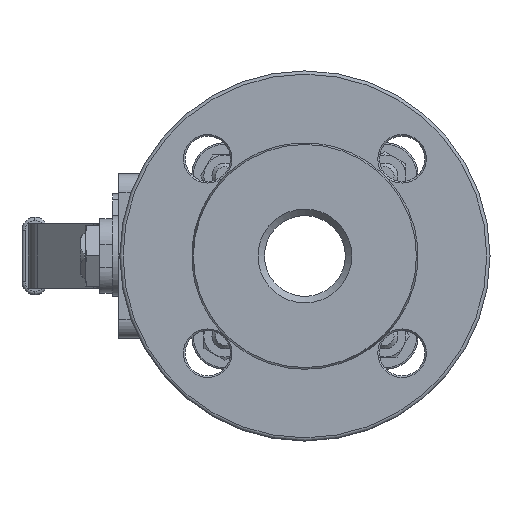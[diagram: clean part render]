
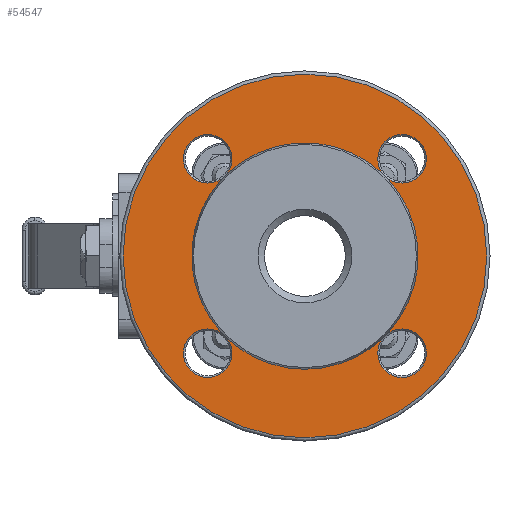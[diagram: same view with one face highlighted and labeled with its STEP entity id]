
A CAD part, left-side view. The second image highlights one B-rep face of the part: STEP entity #54547.
In plain terms, the highlighted planar face has unit normal (-1, 0, 0).
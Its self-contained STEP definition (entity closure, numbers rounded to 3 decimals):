
#940 = EDGE_CURVE ( 'NONE', #64374, #63855, #16346, .T. ) ;
#946 = AXIS2_PLACEMENT_3D ( 'NONE', #3333, #3334, #3335 ) ;
#1460 = AXIS2_PLACEMENT_3D ( 'NONE', #2177, #2178, #2179 ) ;
#2177 = CARTESIAN_POINT ( 'NONE',  ( -69., 30.052, -30.052 ) ) ;
#2178 = DIRECTION ( 'NONE',  ( 1., 0., 0. ) ) ;
#2179 = DIRECTION ( 'NONE',  ( 0., 0., 1. ) ) ;
#3333 = CARTESIAN_POINT ( 'NONE',  ( -69., -30.052, -30.052 ) ) ;
#3334 = DIRECTION ( 'NONE',  ( 1., 0., 0. ) ) ;
#3335 = DIRECTION ( 'NONE',  ( 0., 0., 1. ) ) ;
#7459 = AXIS2_PLACEMENT_3D ( 'NONE', #58936, #60667, #60679 ) ;
#8022 = EDGE_LOOP ( 'NONE', ( #64590 ) ) ;
#8024 = EDGE_LOOP ( 'NONE', ( #64530, #15238, #64322, #15064, #15046, #15041, #64249, #64334 ) ) ;
#8324 = AXIS2_PLACEMENT_3D ( 'NONE', #66569, #66709, #65665 ) ;
#10953 = FACE_OUTER_BOUND ( 'NONE', #8022, .T. ) ;
#10956 = FACE_BOUND ( 'NONE', #8024, .T. ) ;
#11480 = EDGE_CURVE ( 'NONE', #64076, #63881, #33051, .T. ) ;
#11482 = EDGE_CURVE ( 'NONE', #63855, #64117, #33058, .T. ) ;
#11879 = EDGE_CURVE ( 'NONE', #56549, #56549, #22766, .T. ) ;
#15041 = ORIENTED_EDGE ( 'NONE', *, *, #54120, .T. ) ;
#15046 = ORIENTED_EDGE ( 'NONE', *, *, #54457, .T. ) ;
#15064 = ORIENTED_EDGE ( 'NONE', *, *, #55389, .T. ) ;
#15238 = ORIENTED_EDGE ( 'NONE', *, *, #11482, .T. ) ;
#16346 = CIRCLE ( 'NONE', #8324, 35.036 ) ;
#21205 = AXIS2_PLACEMENT_3D ( 'NONE', #58829, #58830, #58832 ) ;
#22142 = AXIS2_PLACEMENT_3D ( 'NONE', #58351, #58352, #58353 ) ;
#22766 = CIRCLE ( 'NONE', #21205, 56.25 ) ;
#27762 = AXIS2_PLACEMENT_3D ( 'NONE', #62537, #62535, #62533 ) ;
#27915 = AXIS2_PLACEMENT_3D ( 'NONE', #59391, #59390, #59387 ) ;
#29833 = CIRCLE ( 'NONE', #946, 7.5 ) ;
#33051 = CIRCLE ( 'NONE', #7459, 35.036 ) ;
#33058 = CIRCLE ( 'NONE', #49038, 7.5 ) ;
#38216 = CIRCLE ( 'NONE', #22142, 35.036 ) ;
#43165 = CARTESIAN_POINT ( 'NONE',  ( -69., 30.052, 30.052 ) ) ;
#43248 = DIRECTION ( 'NONE',  ( 1., 0., 0. ) ) ;
#43665 = DIRECTION ( 'NONE',  ( 0., 0., 1. ) ) ;
#44974 = CIRCLE ( 'NONE', #27762, 35.036 ) ;
#45517 = CARTESIAN_POINT ( 'NONE',  ( -69., 25.24, 24.299 ) ) ;
#45539 = CARTESIAN_POINT ( 'NONE',  ( -69., 24.299, -25.24 ) ) ;
#45647 = CARTESIAN_POINT ( 'NONE',  ( -69., -24.299, 25.24 ) ) ;
#45670 = CARTESIAN_POINT ( 'NONE',  ( -69., -25.24, 24.299 ) ) ;
#45678 = CARTESIAN_POINT ( 'NONE',  ( -69., -24.299, -25.24 ) ) ;
#45708 = CARTESIAN_POINT ( 'NONE',  ( -69., 24.299, 25.24 ) ) ;
#45834 = CARTESIAN_POINT ( 'NONE',  ( -69., 25.24, -24.299 ) ) ;
#45865 = CARTESIAN_POINT ( 'NONE',  ( -69., -25.24, -24.299 ) ) ;
#46262 = CARTESIAN_POINT ( 'NONE',  ( -69., 0., 56.25 ) ) ;
#46680 = CIRCLE ( 'NONE', #27915, 7.5 ) ;
#48693 = AXIS2_PLACEMENT_3D ( 'NONE', #52635, #52636, #52637 ) ;
#49038 = AXIS2_PLACEMENT_3D ( 'NONE', #43165, #43248, #43665 ) ;
#52634 = PLANE ( 'NONE',  #48693 ) ;
#52635 = CARTESIAN_POINT ( 'NONE',  ( -69., 57.25, 0. ) ) ;
#52636 = DIRECTION ( 'NONE',  ( -1., 0., 0. ) ) ;
#52637 = DIRECTION ( 'NONE',  ( 0., 0., 1. ) ) ;
#54120 = EDGE_CURVE ( 'NONE', #64418, #64076, #29833, .T. ) ;
#54238 = EDGE_CURVE ( 'NONE', #63881, #64374, #64783, .T. ) ;
#54457 = EDGE_CURVE ( 'NONE', #64061, #64418, #38216, .T. ) ;
#54547 = ADVANCED_FACE ( 'NONE', ( #10953, #10956 ), #52634, .T. ) ;
#55389 = EDGE_CURVE ( 'NONE', #64021, #64061, #46680, .T. ) ;
#56549 = VERTEX_POINT ( 'NONE', #46262 ) ;
#57126 = EDGE_CURVE ( 'NONE', #64117, #64021, #44974, .T. ) ;
#58351 = CARTESIAN_POINT ( 'NONE',  ( -69., 0., 0. ) ) ;
#58352 = DIRECTION ( 'NONE',  ( 1., 0., 0. ) ) ;
#58353 = DIRECTION ( 'NONE',  ( 0., 0., -1. ) ) ;
#58829 = CARTESIAN_POINT ( 'NONE',  ( -69., 0., 0. ) ) ;
#58830 = DIRECTION ( 'NONE',  ( -1., 0., 0. ) ) ;
#58832 = DIRECTION ( 'NONE',  ( 0., 0., 1. ) ) ;
#58936 = CARTESIAN_POINT ( 'NONE',  ( -69., 0., 0. ) ) ;
#59387 = DIRECTION ( 'NONE',  ( 0., 0., 1. ) ) ;
#59390 = DIRECTION ( 'NONE',  ( 1., 0., 0. ) ) ;
#59391 = CARTESIAN_POINT ( 'NONE',  ( -69., -30.052, 30.052 ) ) ;
#60667 = DIRECTION ( 'NONE',  ( 1., 0., 0. ) ) ;
#60679 = DIRECTION ( 'NONE',  ( 0., 0., -1. ) ) ;
#62533 = DIRECTION ( 'NONE',  ( 0., 0., -1. ) ) ;
#62535 = DIRECTION ( 'NONE',  ( 1., 0., 0. ) ) ;
#62537 = CARTESIAN_POINT ( 'NONE',  ( -69., 0., 0. ) ) ;
#63855 = VERTEX_POINT ( 'NONE', #45517 ) ;
#63881 = VERTEX_POINT ( 'NONE', #45539 ) ;
#64021 = VERTEX_POINT ( 'NONE', #45647 ) ;
#64061 = VERTEX_POINT ( 'NONE', #45670 ) ;
#64076 = VERTEX_POINT ( 'NONE', #45678 ) ;
#64117 = VERTEX_POINT ( 'NONE', #45708 ) ;
#64249 = ORIENTED_EDGE ( 'NONE', *, *, #11480, .T. ) ;
#64322 = ORIENTED_EDGE ( 'NONE', *, *, #57126, .T. ) ;
#64334 = ORIENTED_EDGE ( 'NONE', *, *, #54238, .T. ) ;
#64374 = VERTEX_POINT ( 'NONE', #45834 ) ;
#64418 = VERTEX_POINT ( 'NONE', #45865 ) ;
#64530 = ORIENTED_EDGE ( 'NONE', *, *, #940, .T. ) ;
#64590 = ORIENTED_EDGE ( 'NONE', *, *, #11879, .T. ) ;
#64783 = CIRCLE ( 'NONE', #1460, 7.5 ) ;
#65665 = DIRECTION ( 'NONE',  ( 0., 0., -1. ) ) ;
#66569 = CARTESIAN_POINT ( 'NONE',  ( -69., 0., 0. ) ) ;
#66709 = DIRECTION ( 'NONE',  ( 1., 0., 0. ) ) ;
